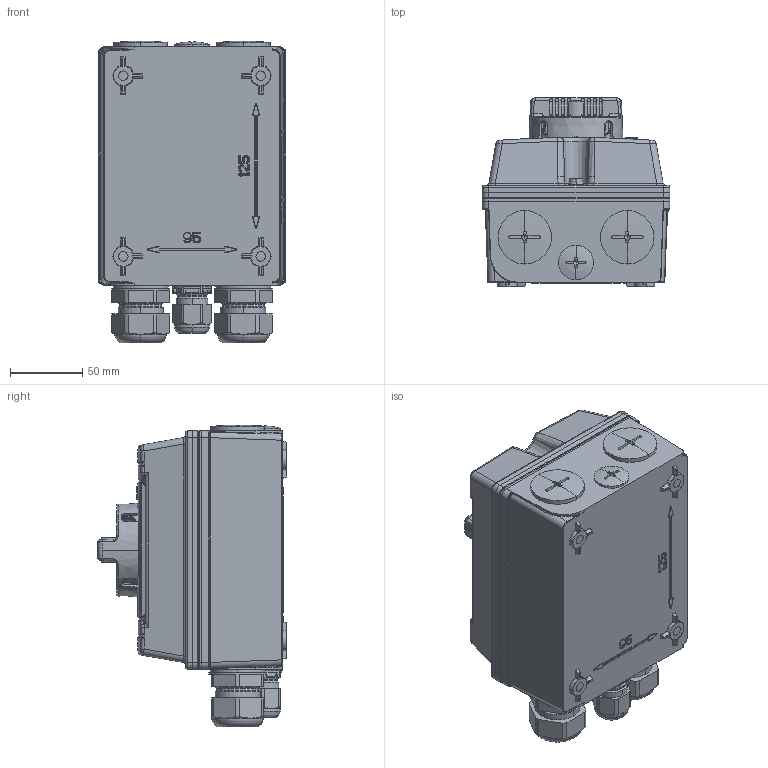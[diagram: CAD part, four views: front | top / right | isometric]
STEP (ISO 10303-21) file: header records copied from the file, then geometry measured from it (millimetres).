
FILE_DESCRIPTION((''),'2;1');
FILE_NAME('OTA25-63S3G','2020-08-06T19:54:53',('FIARHAN3'),(''),'CREO PARAMETRIC BY PTC INC, 2019164','CREO PARAMETRIC BY PTC INC, 2019164','');
FILE_SCHEMA(('AUTOMOTIVE_DESIGN { 1 0 10303 214 1 1 1 1 }'));
Products named in the file (1): OTA25-63S3G
Bounding box: 130 x 131.11 x 208.69 mm (x, y, z)
Volume: 1737093.3 mm3; surface area: 282226.8 mm2
Topology: 13 solids, 13 shells, 3733 faces, 9355 edges, 5386 vertices
Faces by surface type: cylinder 1347, plane 936, bspline 697, torus 287, sphere 284, cone 166, extrusion 16
Entity records: 219680 total; most frequent: CARTESIAN_POINT 112322, ORIENTED_EDGE 18134, DIRECTION 15735, EDGE_CURVE 9067, AXIS2_PLACEMENT_3D 6140, VERTEX_POINT 5386, EDGE_LOOP 3825, FACE_OUTER_BOUND 3733
